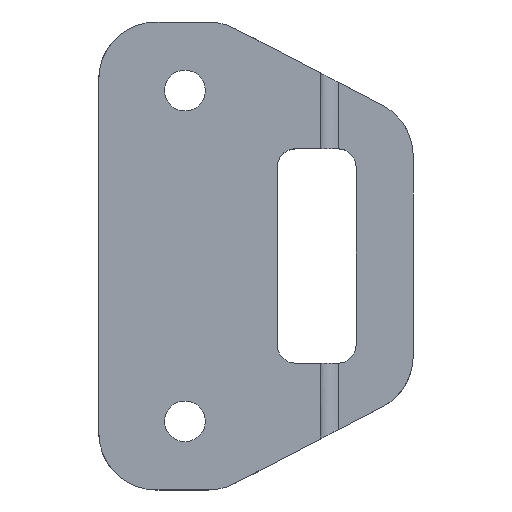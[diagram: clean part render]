
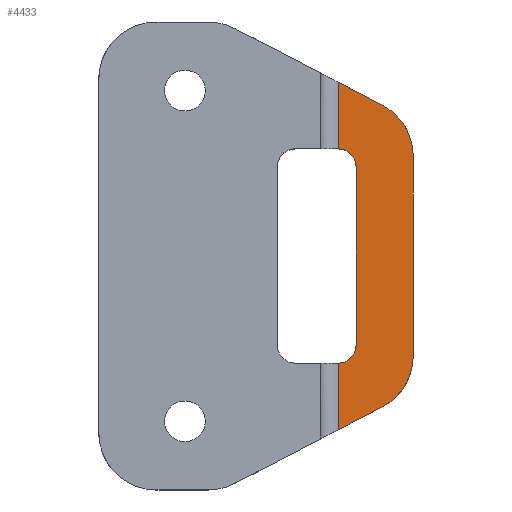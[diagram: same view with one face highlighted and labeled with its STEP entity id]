
A CAD part, top view. The second image highlights one B-rep face of the part: STEP entity #4433.
In plain terms, the highlighted planar face has unit normal (0, 0, 1).
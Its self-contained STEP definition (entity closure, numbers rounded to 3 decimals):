
#61 = AXIS2_PLACEMENT_3D ( 'NONE', #1742, #4638, #4655 ) ;
#84 = CIRCLE ( 'NONE', #3015, 8. ) ;
#201 = VERTEX_POINT ( 'NONE', #3703 ) ;
#245 = PLANE ( 'NONE',  #61 ) ;
#254 = LINE ( 'NONE', #3826, #2094 ) ;
#348 = CARTESIAN_POINT ( 'NONE',  ( 36., 14., 8. ) ) ;
#360 = CARTESIAN_POINT ( 'NONE',  ( 36., -12.5, 8. ) ) ;
#376 = DIRECTION ( 'NONE',  ( -0.887, -0.462, 0. ) ) ;
#412 = VERTEX_POINT ( 'NONE', #432 ) ;
#432 = CARTESIAN_POINT ( 'NONE',  ( 33.5, 24.32, 8. ) ) ;
#475 = ORIENTED_EDGE ( 'NONE', *, *, #2344, .F. ) ;
#526 = FACE_OUTER_BOUND ( 'NONE', #3464, .T. ) ;
#550 = EDGE_CURVE ( 'NONE', #2589, #764, #4327, .T. ) ;
#556 = EDGE_CURVE ( 'NONE', #1690, #953, #2397, .T. ) ;
#764 = VERTEX_POINT ( 'NONE', #3413 ) ;
#930 = CARTESIAN_POINT ( 'NONE',  ( 33.5, -32.75, 8. ) ) ;
#953 = VERTEX_POINT ( 'NONE', #4675 ) ;
#963 = DIRECTION ( 'NONE',  ( -1., 0., 0. ) ) ;
#986 = EDGE_CURVE ( 'NONE', #201, #2589, #2145, .T. ) ;
#1022 = CIRCLE ( 'NONE', #2414, 8. ) ;
#1217 = ORIENTED_EDGE ( 'NONE', *, *, #550, .T. ) ;
#1318 = CARTESIAN_POINT ( 'NONE',  ( 33.5, 12.5, 8. ) ) ;
#1327 = CARTESIAN_POINT ( 'NONE',  ( 33.5, 15., 8. ) ) ;
#1329 = DIRECTION ( 'NONE',  ( 0., 0., -1. ) ) ;
#1380 = VERTEX_POINT ( 'NONE', #1327 ) ;
#1439 = VECTOR ( 'NONE', #4255, 1000. ) ;
#1470 = CARTESIAN_POINT ( 'NONE',  ( 44., -14., 8. ) ) ;
#1472 = DIRECTION ( 'NONE',  ( 0., 0., -1. ) ) ;
#1488 = DIRECTION ( 'NONE',  ( 0., -1., 0. ) ) ;
#1511 = EDGE_CURVE ( 'NONE', #1380, #201, #1625, .T. ) ;
#1550 = EDGE_CURVE ( 'NONE', #1380, #412, #254, .T. ) ;
#1615 = LINE ( 'NONE', #930, #3601 ) ;
#1625 = CIRCLE ( 'NONE', #4454, 2.5 ) ;
#1657 = VECTOR ( 'NONE', #1719, 1000. ) ;
#1690 = VERTEX_POINT ( 'NONE', #1470 ) ;
#1715 = DIRECTION ( 'NONE',  ( -1., 0., 0. ) ) ;
#1719 = DIRECTION ( 'NONE',  ( 0.887, -0.462, 0. ) ) ;
#1742 = CARTESIAN_POINT ( 'NONE',  ( 44., -32.75, 8. ) ) ;
#1805 = ORIENTED_EDGE ( 'NONE', *, *, #2581, .F. ) ;
#2094 = VECTOR ( 'NONE', #4584, 1000. ) ;
#2098 = ORIENTED_EDGE ( 'NONE', *, *, #2191, .F. ) ;
#2145 = LINE ( 'NONE', #2225, #2922 ) ;
#2148 = CARTESIAN_POINT ( 'NONE',  ( 39.694, 21.096, 8. ) ) ;
#2191 = EDGE_CURVE ( 'NONE', #2583, #953, #1022, .T. ) ;
#2225 = CARTESIAN_POINT ( 'NONE',  ( 36., -32.75, 8. ) ) ;
#2267 = VERTEX_POINT ( 'NONE', #4475 ) ;
#2322 = ORIENTED_EDGE ( 'NONE', *, *, #556, .T. ) ;
#2344 = EDGE_CURVE ( 'NONE', #412, #2583, #2602, .T. ) ;
#2397 = LINE ( 'NONE', #3452, #1439 ) ;
#2414 = AXIS2_PLACEMENT_3D ( 'NONE', #348, #1472, #4366 ) ;
#2531 = DIRECTION ( 'NONE',  ( -1., 0., 0. ) ) ;
#2581 = EDGE_CURVE ( 'NONE', #4338, #2267, #3682, .T. ) ;
#2583 = VERTEX_POINT ( 'NONE', #2148 ) ;
#2589 = VERTEX_POINT ( 'NONE', #360 ) ;
#2602 = LINE ( 'NONE', #3881, #1657 ) ;
#2684 = ORIENTED_EDGE ( 'NONE', *, *, #1511, .T. ) ;
#2759 = CARTESIAN_POINT ( 'NONE',  ( 33.5, -12.5, 8. ) ) ;
#2875 = EDGE_CURVE ( 'NONE', #1690, #4338, #84, .T. ) ;
#2886 = CARTESIAN_POINT ( 'NONE',  ( 36., -14., 8. ) ) ;
#2922 = VECTOR ( 'NONE', #1488, 1000. ) ;
#3015 = AXIS2_PLACEMENT_3D ( 'NONE', #2886, #4319, #2531 ) ;
#3124 = DIRECTION ( 'NONE',  ( 0., 1., 0. ) ) ;
#3413 = CARTESIAN_POINT ( 'NONE',  ( 33.5, -15., 8. ) ) ;
#3452 = CARTESIAN_POINT ( 'NONE',  ( 44., -32.75, 8. ) ) ;
#3464 = EDGE_LOOP ( 'NONE', ( #4087, #1217, #4455, #1805, #4314, #2322, #2098, #475, #3794, #2684 ) ) ;
#3601 = VECTOR ( 'NONE', #3124, 1000. ) ;
#3682 = LINE ( 'NONE', #4722, #4658 ) ;
#3703 = CARTESIAN_POINT ( 'NONE',  ( 36., 12.5, 8. ) ) ;
#3759 = AXIS2_PLACEMENT_3D ( 'NONE', #2759, #1329, #1715 ) ;
#3794 = ORIENTED_EDGE ( 'NONE', *, *, #1550, .F. ) ;
#3826 = CARTESIAN_POINT ( 'NONE',  ( 33.5, -32.75, 8. ) ) ;
#3855 = CARTESIAN_POINT ( 'NONE',  ( 39.694, -21.096, 8. ) ) ;
#3881 = CARTESIAN_POINT ( 'NONE',  ( 39.694, 21.096, 8. ) ) ;
#4087 = ORIENTED_EDGE ( 'NONE', *, *, #986, .T. ) ;
#4217 = DIRECTION ( 'NONE',  ( 0., 0., -1. ) ) ;
#4255 = DIRECTION ( 'NONE',  ( 0., 1., 0. ) ) ;
#4314 = ORIENTED_EDGE ( 'NONE', *, *, #2875, .F. ) ;
#4319 = DIRECTION ( 'NONE',  ( 0., 0., -1. ) ) ;
#4327 = CIRCLE ( 'NONE', #3759, 2.5 ) ;
#4338 = VERTEX_POINT ( 'NONE', #3855 ) ;
#4366 = DIRECTION ( 'NONE',  ( -1., 0., 0. ) ) ;
#4433 = ADVANCED_FACE ( 'NONE', ( #526 ), #245, .F. ) ;
#4454 = AXIS2_PLACEMENT_3D ( 'NONE', #1318, #4217, #963 ) ;
#4455 = ORIENTED_EDGE ( 'NONE', *, *, #4641, .F. ) ;
#4475 = CARTESIAN_POINT ( 'NONE',  ( 33.5, -24.32, 8. ) ) ;
#4584 = DIRECTION ( 'NONE',  ( 0., 1., 0. ) ) ;
#4638 = DIRECTION ( 'NONE',  ( 0., 0., -1. ) ) ;
#4641 = EDGE_CURVE ( 'NONE', #2267, #764, #1615, .T. ) ;
#4655 = DIRECTION ( 'NONE',  ( -1., 0., 0. ) ) ;
#4658 = VECTOR ( 'NONE', #376, 1000. ) ;
#4675 = CARTESIAN_POINT ( 'NONE',  ( 44., 14., 8. ) ) ;
#4722 = CARTESIAN_POINT ( 'NONE',  ( 39.694, -21.096, 8. ) ) ;
